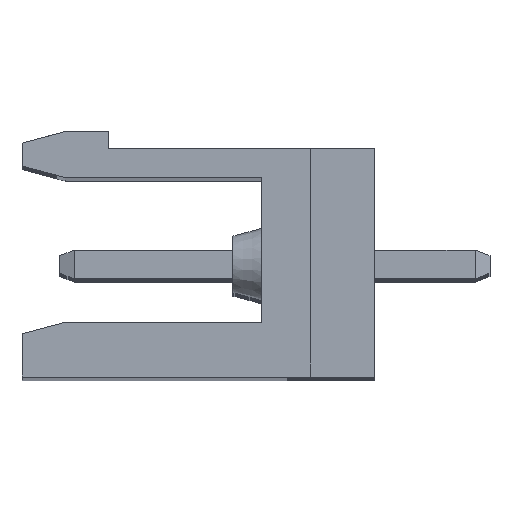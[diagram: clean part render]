
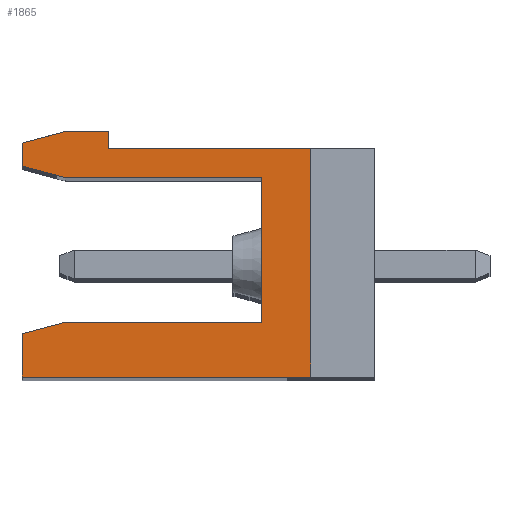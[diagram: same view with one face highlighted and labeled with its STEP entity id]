
A CAD part, top view. The second image highlights one B-rep face of the part: STEP entity #1865.
In plain terms, the highlighted planar face has unit normal (0, 0, 1).
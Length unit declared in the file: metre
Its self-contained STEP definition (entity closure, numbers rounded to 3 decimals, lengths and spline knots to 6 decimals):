
#1865=ADVANCED_FACE('',(#3939),#3940,.F.);
#3939=FACE_OUTER_BOUND('',#6195,.T.);
#3940=PLANE('',#6196);
#6195=EDGE_LOOP('',(#11603,#11604,#11605,#11606,#11607,#11608,#11609,#11610,#11611,#11612,#11613,#11614,#11615));
#6196=AXIS2_PLACEMENT_3D('',#11616,#11617,#11618);
#11603=ORIENTED_EDGE('',*,*,#15319,.F.);
#11604=ORIENTED_EDGE('',*,*,#15320,.F.);
#11605=ORIENTED_EDGE('',*,*,#15305,.F.);
#11606=ORIENTED_EDGE('',*,*,#15317,.F.);
#11607=ORIENTED_EDGE('',*,*,#15321,.T.);
#11608=ORIENTED_EDGE('',*,*,#15322,.T.);
#11609=ORIENTED_EDGE('',*,*,#15275,.T.);
#11610=ORIENTED_EDGE('',*,*,#13317,.T.);
#11611=ORIENTED_EDGE('',*,*,#15323,.T.);
#11612=ORIENTED_EDGE('',*,*,#15324,.T.);
#11613=ORIENTED_EDGE('',*,*,#15325,.T.);
#11614=ORIENTED_EDGE('',*,*,#15258,.T.);
#11615=ORIENTED_EDGE('',*,*,#13389,.F.);
#11616=CARTESIAN_POINT('',(-0.0037,0.0069,0.81324));
#11617=DIRECTION('',(0.0,0.0,-1.0));
#11618=DIRECTION('',(0.0,-1.0,0.0));
#13317=EDGE_CURVE('',#15914,#15912,#15915,.T.);
#13389=EDGE_CURVE('',#16054,#16056,#16057,.T.);
#15258=EDGE_CURVE('',#18776,#16056,#18777,.T.);
#15275=EDGE_CURVE('',#18800,#15914,#18801,.T.);
#15305=EDGE_CURVE('',#18841,#18843,#18844,.T.);
#15317=EDGE_CURVE('',#18859,#18841,#18861,.T.);
#15319=EDGE_CURVE('',#18863,#16054,#18864,.T.);
#15320=EDGE_CURVE('',#18843,#18863,#18865,.T.);
#15321=EDGE_CURVE('',#18859,#18866,#18867,.T.);
#15322=EDGE_CURVE('',#18866,#18800,#18868,.T.);
#15323=EDGE_CURVE('',#15912,#18869,#18870,.T.);
#15324=EDGE_CURVE('',#18869,#18871,#18872,.T.);
#15325=EDGE_CURVE('',#18871,#18776,#18873,.T.);
#15912=VERTEX_POINT('',#19667);
#15914=VERTEX_POINT('',#19670);
#15915=LINE('',#19671,#19672);
#16054=VERTEX_POINT('',#19880);
#16056=VERTEX_POINT('',#19883);
#16057=LINE('',#19884,#19885);
#18776=VERTEX_POINT('',#23946);
#18777=LINE('',#23947,#23948);
#18800=VERTEX_POINT('',#23982);
#18801=LINE('',#23983,#23984);
#18841=VERTEX_POINT('',#24042);
#18843=VERTEX_POINT('',#24045);
#18844=LINE('',#24046,#24047);
#18859=VERTEX_POINT('',#24070);
#18861=LINE('',#24073,#24074);
#18863=VERTEX_POINT('',#24076);
#18864=LINE('',#24077,#24078);
#18865=LINE('',#24079,#24080);
#18866=VERTEX_POINT('',#24081);
#18867=LINE('',#24082,#24083);
#18868=LINE('',#24084,#24085);
#18869=VERTEX_POINT('',#24086);
#18870=LINE('',#24087,#24088);
#18871=VERTEX_POINT('',#24089);
#18872=LINE('',#24090,#24091);
#18873=LINE('',#24092,#24093);
#19667=CARTESIAN_POINT('',(-0.009,0.0079,0.81324));
#19670=CARTESIAN_POINT('',(-0.002,0.0079,0.81324));
#19671=CARTESIAN_POINT('',(-0.0022,0.0079,0.81324));
#19672=VECTOR('',#25050,1.0);
#19880=CARTESIAN_POINT('',(-0.010507,0.0069,0.81324));
#19883=CARTESIAN_POINT('',(-0.012,0.0073,0.81324));
#19884=CARTESIAN_POINT('',(-0.012,0.0073,0.81324));
#19885=VECTOR('',#25121,1.0);
#23946=CARTESIAN_POINT('',(-0.012,0.0081,0.81324));
#23947=CARTESIAN_POINT('',(-0.012,0.0082,0.81324));
#23948=VECTOR('',#26543,1.0);
#23982=CARTESIAN_POINT('',(-0.002,0.,0.81324));
#23983=CARTESIAN_POINT('',(-0.002,0.0079,0.81324));
#23984=VECTOR('',#26555,1.0);
#24042=CARTESIAN_POINT('',(-0.0105,0.0019,0.81324));
#24045=CARTESIAN_POINT('',(-0.0037,0.0019,0.81324));
#24046=CARTESIAN_POINT('',(-0.0037,0.0019,0.81324));
#24047=VECTOR('',#26578,1.0);
#24070=CARTESIAN_POINT('',(-0.012,0.001498,0.81324));
#24073=CARTESIAN_POINT('',(-0.0105,0.0019,0.81324));
#24074=VECTOR('',#26591,1.0);
#24076=CARTESIAN_POINT('',(-0.0037,0.0069,0.81324));
#24077=CARTESIAN_POINT('',(-0.010507,0.0069,0.81324));
#24078=VECTOR('',#26592,1.0);
#24079=CARTESIAN_POINT('',(-0.0037,0.0069,0.81324));
#24080=VECTOR('',#26593,1.0);
#24081=CARTESIAN_POINT('',(-0.012,0.,0.81324));
#24082=CARTESIAN_POINT('',(-0.012,0.0082,0.81324));
#24083=VECTOR('',#26594,1.0);
#24084=CARTESIAN_POINT('',(-0.012,0.,0.81324));
#24085=VECTOR('',#26595,1.0);
#24086=CARTESIAN_POINT('',(-0.009,0.0085,0.81324));
#24087=CARTESIAN_POINT('',(-0.009,0.0081,0.81324));
#24088=VECTOR('',#26596,1.0);
#24089=CARTESIAN_POINT('',(-0.010507,0.0085,0.81324));
#24090=CARTESIAN_POINT('',(-0.009,0.0085,0.81324));
#24091=VECTOR('',#26597,1.0);
#24092=CARTESIAN_POINT('',(-0.010507,0.0085,0.81324));
#24093=VECTOR('',#26598,1.0);
#25050=DIRECTION('',(-1.0,0.0,0.0));
#25121=DIRECTION('',(-0.966,0.259,0.0));
#26543=DIRECTION('',(0.0,-1.0,0.0));
#26555=DIRECTION('',(0.0,1.0,0.0));
#26578=DIRECTION('',(1.0,0.0,0.0));
#26591=DIRECTION('',(0.966,0.259,0.0));
#26592=DIRECTION('',(-1.0,0.0,0.0));
#26593=DIRECTION('',(0.,1.0,0.0));
#26594=DIRECTION('',(0.0,-1.0,0.0));
#26595=DIRECTION('',(1.0,0.0,0.0));
#26596=DIRECTION('',(0.,1.0,0.0));
#26597=DIRECTION('',(-1.0,0.0,0.0));
#26598=DIRECTION('',(-0.966,-0.259,0.0));
